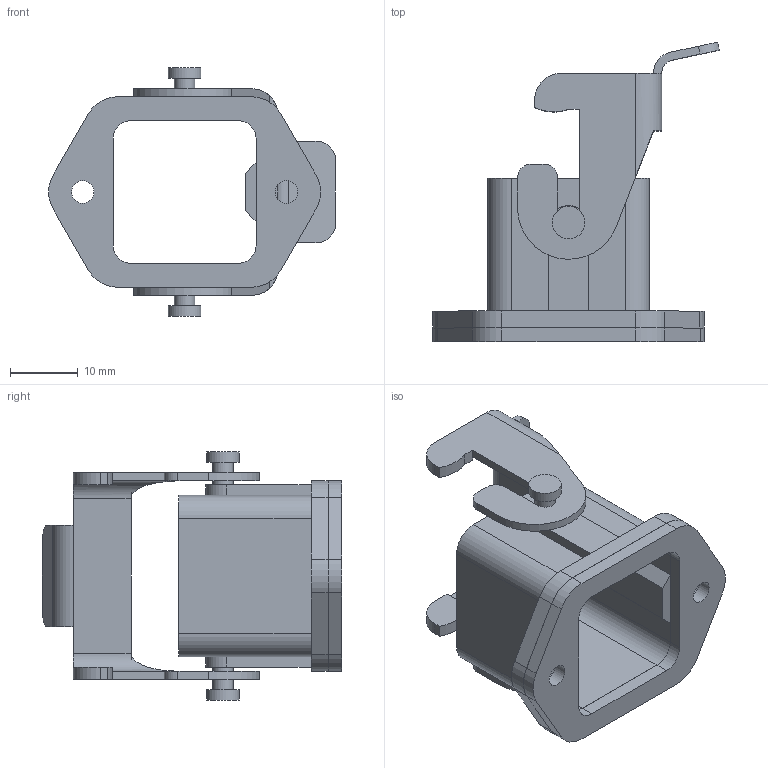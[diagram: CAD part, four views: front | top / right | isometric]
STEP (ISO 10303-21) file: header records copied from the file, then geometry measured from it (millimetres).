
FILE_DESCRIPTION( ( 'STEP AP214' ), '1' );
FILE_NAME( 'EPIC__H-A_3_AG______Art__Nr__10422500_2_14.stp', ' ', ( ' ' ), ( ' ' ), 'PSStep 15.0.47', 'PARTsolutions', ' ' );
FILE_SCHEMA( ( 'AUTOMOTIVE_DESIGN { 1 0 10303 214 1 1 1 1 }' ) );
Length unit declared in the file: millimetre
Products named in the file (3): EPIC® H-A 3 AG      Art. Nr. 10422500; _EPIC® H-A 3 AG HOUSING      Art. Nr. 10422500; _EPIC® H-A 3 HANDLE
Assembly tree (2 placements, depth 2):
  EPIC® H-A 3 AG      Art. Nr. 10422500
    _EPIC® H-A 3 AG HOUSING      Art. Nr. 10422500
    _EPIC® H-A 3 HANDLE
Bounding box: 42.22 x 44.07 x 36.5 mm (x, y, z)
Volume: 6206.5 mm3; surface area: 8014.6 mm2
Topology: 2 solids, 2 shells, 134 faces, 361 edges, 240 vertices
Faces by surface type: plane 77, cylinder 56, cone 1
Full cylindrical faces by diameter (mm): 3 x2, 3.1 x1, 3.29 x2, 3.3 x2, 4.8 x2, 6.2 x1
Entity records: 5281 total; most frequent: DIRECTION 737, CARTESIAN_POINT 720, ORIENTED_EDGE 694, EDGE_CURVE 347, AXIS2_PLACEMENT_3D 253, VERTEX_POINT 236, LINE 231, VECTOR 231
